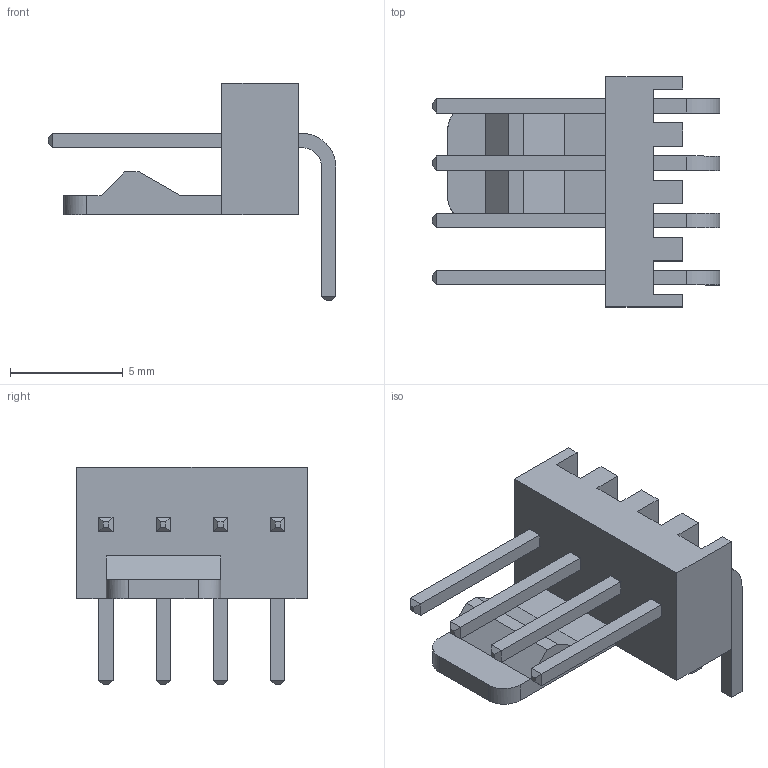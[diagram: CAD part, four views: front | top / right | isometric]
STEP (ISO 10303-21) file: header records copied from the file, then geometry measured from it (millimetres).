
FILE_DESCRIPTION(('CAx-IF Rec.Pracs.---Model Styling and Organization---1.5---2016-08-15','CAx-IF Rec.Pracs.---Geometric and Assembly Validation Properties---4.4---2016-08-17','CAx-IF Rec.Pracs.---User Defined Attributes---1.5---2016-08-15','CAx-IF Rec.Pracs.---External References---2.1---2005-01-19'),'2;1');
FILE_NAME('FanConnector4pin.stp','2020-07-25T22:16:53',('Unspecified'),('Unspecified'),'CAD Exchanger 3.8.1 (cadexchanger.com)','Unspecified','');
FILE_SCHEMA(('AUTOMOTIVE_DESIGN { 1 0 10303 214 1 1 1 1 }'));
Length unit declared in the file: millimetre
Products named in the file (5): 67; 7E; 82; 83; 84
Bounding box: 12.76 x 10.2 x 9.66 mm (x, y, z)
Volume: 224.9 mm3; surface area: 574.6 mm2
Topology: 5 solids, 5 shells, 120 faces, 298 edges, 188 vertices
Faces by surface type: bspline 120
Entity records: 4213 total; most frequent: CARTESIAN_POINT 1305, ORIENTED_EDGE 596, EDGE_CURVE 298, B_SPLINE_CURVE_WITH_KNOTS 278, VERTEX_POINT 188, FACE_BOUND 128, EDGE_LOOP 128, PRESENTATION_STYLE_ASSIGNMENT 125
